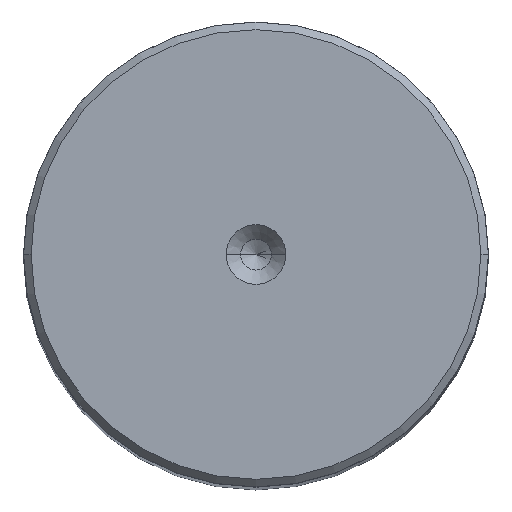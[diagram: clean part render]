
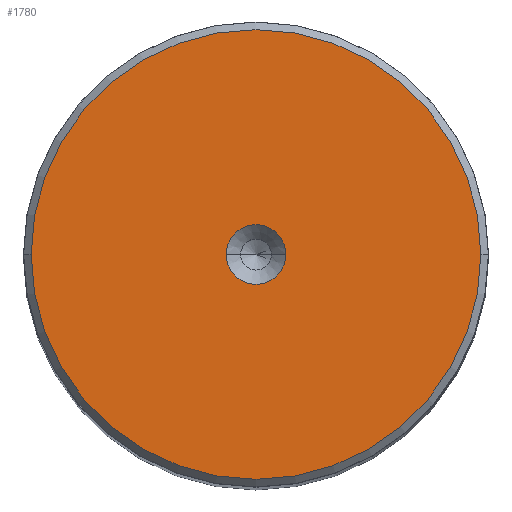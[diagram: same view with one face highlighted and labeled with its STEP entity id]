
A CAD part, top view. The second image highlights one B-rep face of the part: STEP entity #1780.
In plain terms, the highlighted planar face has unit normal (0, 0, 1).
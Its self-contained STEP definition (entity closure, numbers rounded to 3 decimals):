
#67 = CARTESIAN_POINT ( 'NONE',  ( 29.017, 0., 220. ) ) ;
#132 = EDGE_LOOP ( 'NONE', ( #794, #462 ) ) ;
#158 = CARTESIAN_POINT ( 'NONE',  ( 3.85, 0., 220. ) ) ;
#337 = VERTEX_POINT ( 'NONE', #67 ) ;
#406 = CARTESIAN_POINT ( 'NONE',  ( -29.017, 0., 220. ) ) ;
#462 = ORIENTED_EDGE ( 'NONE', *, *, #1759, .F. ) ;
#524 = DIRECTION ( 'NONE',  ( 0., 0., 1. ) ) ;
#555 = PLANE ( 'NONE',  #1140 ) ;
#601 = DIRECTION ( 'NONE',  ( 0., 0., 1. ) ) ;
#786 = ORIENTED_EDGE ( 'NONE', *, *, #924, .T. ) ;
#794 = ORIENTED_EDGE ( 'NONE', *, *, #1280, .F. ) ;
#897 = CIRCLE ( 'NONE', #2349, 3.85 ) ;
#924 = EDGE_CURVE ( 'NONE', #2648, #337, #1138, .T. ) ;
#972 = AXIS2_PLACEMENT_3D ( 'NONE', #1052, #601, #2747 ) ;
#1052 = CARTESIAN_POINT ( 'NONE',  ( 0., 0., 220. ) ) ;
#1138 = CIRCLE ( 'NONE', #1468, 29.017 ) ;
#1140 = AXIS2_PLACEMENT_3D ( 'NONE', #2295, #524, #1375 ) ;
#1166 = DIRECTION ( 'NONE',  ( 1., 0., 0. ) ) ;
#1280 = EDGE_CURVE ( 'NONE', #2560, #1364, #1993, .T. ) ;
#1330 = EDGE_LOOP ( 'NONE', ( #786, #1920 ) ) ;
#1364 = VERTEX_POINT ( 'NONE', #2155 ) ;
#1375 = DIRECTION ( 'NONE',  ( 1., 0., 0. ) ) ;
#1385 = DIRECTION ( 'NONE',  ( 0., 0., 1. ) ) ;
#1468 = AXIS2_PLACEMENT_3D ( 'NONE', #1604, #1385, #2486 ) ;
#1604 = CARTESIAN_POINT ( 'NONE',  ( 0., 0., 220. ) ) ;
#1618 = DIRECTION ( 'NONE',  ( 1., 0., 0. ) ) ;
#1759 = EDGE_CURVE ( 'NONE', #1364, #2560, #897, .T. ) ;
#1780 = ADVANCED_FACE ( 'NONE', ( #2583, #1878 ), #555, .T. ) ;
#1878 = FACE_OUTER_BOUND ( 'NONE', #1330, .T. ) ;
#1898 = EDGE_CURVE ( 'NONE', #337, #2648, #1992, .T. ) ;
#1920 = ORIENTED_EDGE ( 'NONE', *, *, #1898, .T. ) ;
#1992 = CIRCLE ( 'NONE', #2683, 29.017 ) ;
#1993 = CIRCLE ( 'NONE', #972, 3.85 ) ;
#2041 = DIRECTION ( 'NONE',  ( 0., 0., 1. ) ) ;
#2062 = CARTESIAN_POINT ( 'NONE',  ( 0., 0., 220. ) ) ;
#2155 = CARTESIAN_POINT ( 'NONE',  ( -3.85, 0., 220. ) ) ;
#2271 = CARTESIAN_POINT ( 'NONE',  ( 0., 0., 220. ) ) ;
#2295 = CARTESIAN_POINT ( 'NONE',  ( 0., 0., 220. ) ) ;
#2349 = AXIS2_PLACEMENT_3D ( 'NONE', #2062, #2041, #1166 ) ;
#2486 = DIRECTION ( 'NONE',  ( 1., 0., 0. ) ) ;
#2560 = VERTEX_POINT ( 'NONE', #158 ) ;
#2583 = FACE_BOUND ( 'NONE', #132, .T. ) ;
#2648 = VERTEX_POINT ( 'NONE', #406 ) ;
#2683 = AXIS2_PLACEMENT_3D ( 'NONE', #2271, #2697, #1618 ) ;
#2697 = DIRECTION ( 'NONE',  ( 0., 0., 1. ) ) ;
#2747 = DIRECTION ( 'NONE',  ( 1., 0., 0. ) ) ;
